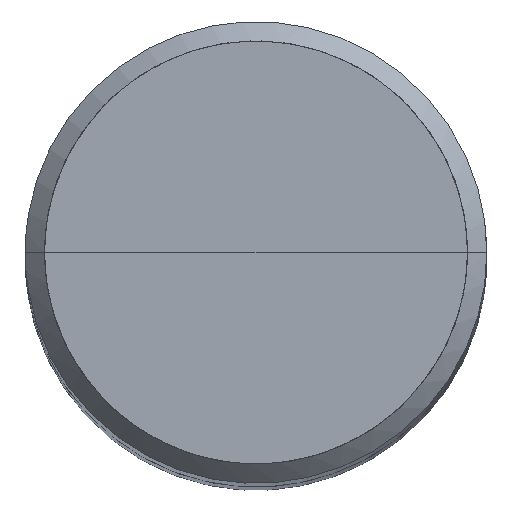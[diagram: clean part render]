
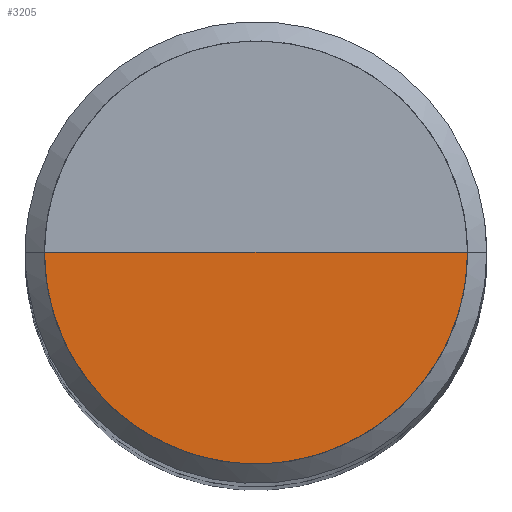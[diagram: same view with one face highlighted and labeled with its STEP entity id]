
A CAD part, top view. The second image highlights one B-rep face of the part: STEP entity #3205.
In plain terms, the highlighted free-form (B-spline) face has degree [1, 2] with [2, 5] control points.
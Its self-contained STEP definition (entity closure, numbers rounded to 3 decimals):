
#2765=CARTESIAN_POINT('',(5.5,0.0,50.8));
#2769=CARTESIAN_POINT('',(-5.5,0.0,50.8));
#2770=CARTESIAN_POINT('',(0.0,0.0,50.8));
#2783=CARTESIAN_POINT('',(-5.5,-5.5,50.8));
#2784=CARTESIAN_POINT('',(0.0,-5.5,50.8));
#2785=CARTESIAN_POINT('',(5.5,-5.5,50.8));
#3190=(
BOUNDED_SURFACE()
B_SPLINE_SURFACE(1,2,(
(#2769,#2783,#2784,#2785,#2765),
(#2770,#2770,#2770,#2770,#2770)
), .UNSPECIFIED.,.F.,.F.,.F.)
B_SPLINE_SURFACE_WITH_KNOTS((2,2),(3,2,3),(
0.0,1.0),(
0.0,0.5,1.0), .UNSPECIFIED.)
GEOMETRIC_REPRESENTATION_ITEM()
RATIONAL_B_SPLINE_SURFACE(((1.0,0.707,1.0,0.707,1.0),
(1.0,0.707,1.0,0.707,1.0)
))
REPRESENTATION_ITEM('')
SURFACE()
);
#3191=(
BOUNDED_CURVE()
B_SPLINE_CURVE(1,(#2770,#2765),.UNSPECIFIED.,.F.,.F.)
B_SPLINE_CURVE_WITH_KNOTS((2,2),
(0.0,1.0),.UNSPECIFIED.)
CURVE()
GEOMETRIC_REPRESENTATION_ITEM()
RATIONAL_B_SPLINE_CURVE((1.0,1.0))
REPRESENTATION_ITEM('')
);
#3192=(
BOUNDED_CURVE()
B_SPLINE_CURVE(2,(#2765,#2785,#2784,#2783,#2769),.UNSPECIFIED.,.F.,.F.)
B_SPLINE_CURVE_WITH_KNOTS((3,2,3),
(0.0,0.5,1.0),.UNSPECIFIED.)
CURVE()
GEOMETRIC_REPRESENTATION_ITEM()
RATIONAL_B_SPLINE_CURVE((1.0,0.707,1.0,0.707,1.0))
REPRESENTATION_ITEM('')
);
#3193=(
BOUNDED_CURVE()
B_SPLINE_CURVE(1,(#2769,#2770),.UNSPECIFIED.,.F.,.F.)
B_SPLINE_CURVE_WITH_KNOTS((2,2),
(0.0,1.0),.UNSPECIFIED.)
CURVE()
GEOMETRIC_REPRESENTATION_ITEM()
RATIONAL_B_SPLINE_CURVE((1.0,1.0))
REPRESENTATION_ITEM('')
);
#3194=VERTEX_POINT('',#2765);
#3195=VERTEX_POINT('',#2769);
#3196=VERTEX_POINT('',#2770);
#3197=EDGE_CURVE('',#3196,#3194,#3191,.T.);
#3198=EDGE_CURVE('',#3194,#3195,#3192,.T.);
#3199=EDGE_CURVE('',#3195,#3196,#3193,.T.);
#3200=ORIENTED_EDGE('',*,*,#3197,.T.);
#3201=ORIENTED_EDGE('',*,*,#3198,.T.);
#3202=ORIENTED_EDGE('',*,*,#3199,.T.);
#3203=EDGE_LOOP('',(#3200,#3201,#3202));
#3204=FACE_OUTER_BOUND('',#3203,.T.);
#3205=ADVANCED_FACE('',(#3204),#3190,.T.);
